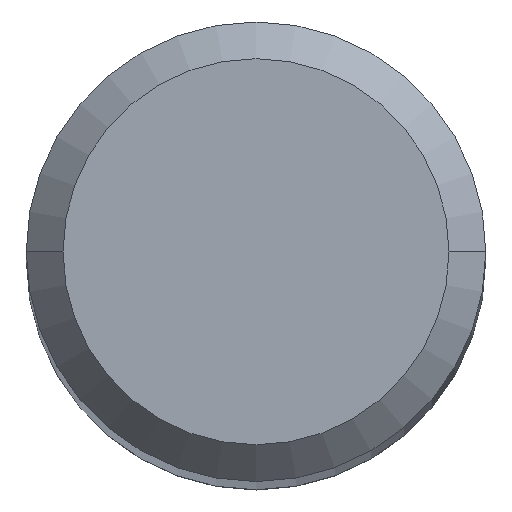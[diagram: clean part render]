
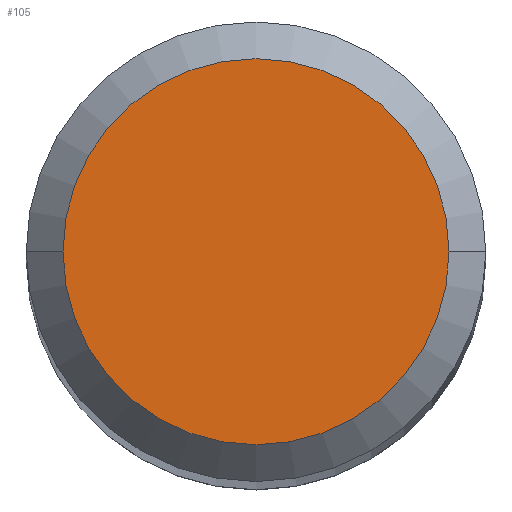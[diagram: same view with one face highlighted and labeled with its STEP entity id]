
A CAD part, top view. The second image highlights one B-rep face of the part: STEP entity #105.
In plain terms, the highlighted planar face has unit normal (0, 0, 1).
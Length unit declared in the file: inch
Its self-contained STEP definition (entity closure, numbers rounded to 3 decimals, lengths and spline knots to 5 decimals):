
#19 = CARTESIAN_POINT ( 'NONE',  ( -0.07875, 0., 2. ) ) ;
#25 = EDGE_LOOP ( 'NONE', ( #233, #82 ) ) ;
#33 = CIRCLE ( 'NONE', #321, 0.07875 ) ;
#42 = AXIS2_PLACEMENT_3D ( 'NONE', #100, #98, #281 ) ;
#82 = ORIENTED_EDGE ( 'NONE', *, *, #399, .T. ) ;
#98 = DIRECTION ( 'NONE',  ( 0., 0., 1. ) ) ;
#100 = CARTESIAN_POINT ( 'NONE',  ( 0., 0., 2. ) ) ;
#105 = ADVANCED_FACE ( 'NONE', ( #124 ), #309, .T. ) ;
#112 = AXIS2_PLACEMENT_3D ( 'NONE', #335, #127, #400 ) ;
#124 = FACE_OUTER_BOUND ( 'NONE', #25, .T. ) ;
#127 = DIRECTION ( 'NONE',  ( 0., 0., 1. ) ) ;
#174 = DIRECTION ( 'NONE',  ( 0., 0., 1. ) ) ;
#190 = VERTEX_POINT ( 'NONE', #245 ) ;
#200 = DIRECTION ( 'NONE',  ( 1., 0., 0. ) ) ;
#233 = ORIENTED_EDGE ( 'NONE', *, *, #253, .T. ) ;
#245 = CARTESIAN_POINT ( 'NONE',  ( 0.07875, 0., 2. ) ) ;
#253 = EDGE_CURVE ( 'NONE', #358, #190, #378, .T. ) ;
#281 = DIRECTION ( 'NONE',  ( 1., 0., 0. ) ) ;
#309 = PLANE ( 'NONE',  #112 ) ;
#321 = AXIS2_PLACEMENT_3D ( 'NONE', #361, #174, #200 ) ;
#335 = CARTESIAN_POINT ( 'NONE',  ( 0., 0., 2. ) ) ;
#358 = VERTEX_POINT ( 'NONE', #19 ) ;
#361 = CARTESIAN_POINT ( 'NONE',  ( 0., 0., 2. ) ) ;
#378 = CIRCLE ( 'NONE', #42, 0.07875 ) ;
#399 = EDGE_CURVE ( 'NONE', #190, #358, #33, .T. ) ;
#400 = DIRECTION ( 'NONE',  ( 1., 0., 0. ) ) ;
